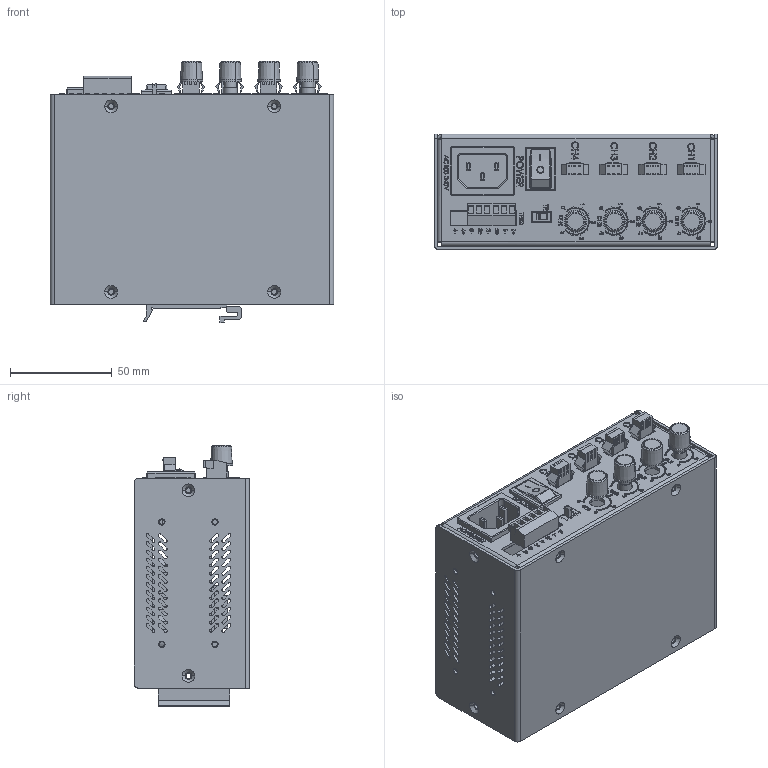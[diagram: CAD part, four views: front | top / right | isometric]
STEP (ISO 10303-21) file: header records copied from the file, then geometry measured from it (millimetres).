
FILE_DESCRIPTION (( 'STEP AP214' ), '1' );
FILE_NAME ('661402.STEP', '2019-04-04T03:06:11', ( 'user' ), ( '微软中国' ), 'SwSTEP 2.0', 'SolidWorks 2016', '' );
FILE_SCHEMA (( 'AUTOMOTIVE_DESIGN' ));
Length unit declared in the file: millimetre
Products named in the file (1): 661402
Bounding box: 139 x 56.5 x 128 mm (x, y, z)
Volume: 169486.4 mm3; surface area: 183475.8 mm2
Topology: 116 solids, 116 shells, 3615 faces, 9656 edges, 6365 vertices
Faces by surface type: plane 2235, cylinder 842, bspline 458, cone 80
Entity records: 176389 total; most frequent: CARTESIAN_POINT 47189, ORIENTED_EDGE 19296, DIRECTION 16812, EDGE_CURVE 9648, VECTOR 6980, LINE 6980, VERTEX_POINT 6365, AXIS2_PLACEMENT_3D 4916
